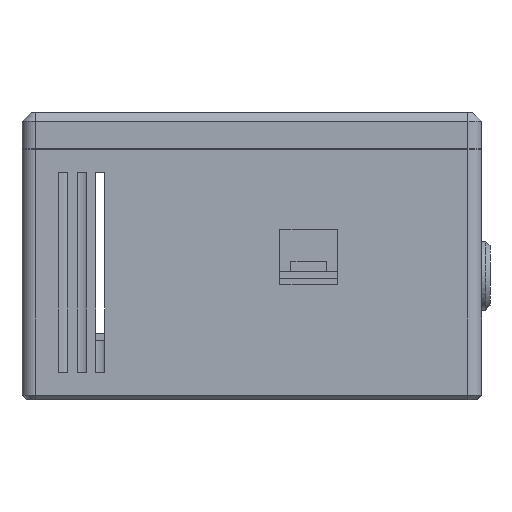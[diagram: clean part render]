
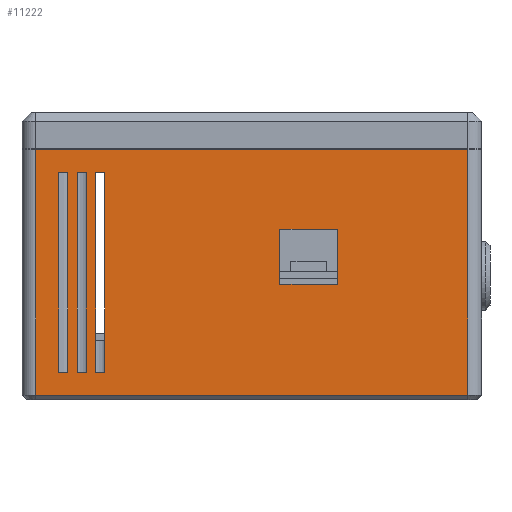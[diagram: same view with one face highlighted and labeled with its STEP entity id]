
A CAD part, left-side view. The second image highlights one B-rep face of the part: STEP entity #11222.
In plain terms, the highlighted planar face has unit normal (-1, 0, 0).
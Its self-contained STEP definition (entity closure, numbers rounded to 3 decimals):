
#410=FACE_BOUND('',#1730,.T.);
#411=FACE_BOUND('',#1731,.T.);
#412=FACE_BOUND('',#1732,.T.);
#413=FACE_BOUND('',#1733,.T.);
#1055=FACE_OUTER_BOUND('',#1729,.T.);
#1729=EDGE_LOOP('',(#7982,#7983,#7984,#7985));
#1730=EDGE_LOOP('',(#7986,#7987,#7988,#7989));
#1731=EDGE_LOOP('',(#7990,#7991,#7992,#7993));
#1732=EDGE_LOOP('',(#7994,#7995,#7996,#7997));
#1733=EDGE_LOOP('',(#7998,#7999,#8000,#8001));
#2473=LINE('',#15622,#3641);
#2522=LINE('',#15754,#3690);
#2526=LINE('',#15764,#3694);
#2529=LINE('',#15770,#3697);
#2532=LINE('',#15777,#3700);
#2534=LINE('',#15780,#3702);
#2538=LINE('',#15788,#3706);
#2541=LINE('',#15794,#3709);
#2544=LINE('',#15801,#3712);
#2546=LINE('',#15804,#3714);
#2550=LINE('',#15812,#3718);
#2553=LINE('',#15818,#3721);
#2556=LINE('',#15825,#3724);
#2558=LINE('',#15828,#3726);
#2559=LINE('',#15832,#3727);
#2562=LINE('',#15837,#3730);
#2564=LINE('',#15841,#3732);
#2566=LINE('',#15844,#3734);
#2575=LINE('',#15865,#3743);
#2583=LINE('',#15886,#3751);
#3641=VECTOR('',#12932,10.);
#3690=VECTOR('',#13043,10.);
#3694=VECTOR('',#13055,10.);
#3697=VECTOR('',#13062,10.);
#3700=VECTOR('',#13071,10.);
#3702=VECTOR('',#13075,10.);
#3706=VECTOR('',#13083,10.);
#3709=VECTOR('',#13090,10.);
#3712=VECTOR('',#13099,10.);
#3714=VECTOR('',#13103,10.);
#3718=VECTOR('',#13111,10.);
#3721=VECTOR('',#13118,10.);
#3724=VECTOR('',#13127,10.);
#3726=VECTOR('',#13131,10.);
#3727=VECTOR('',#13134,10.);
#3730=VECTOR('',#13139,10.);
#3732=VECTOR('',#13143,10.);
#3734=VECTOR('',#13147,10.);
#3743=VECTOR('',#13168,10.);
#3751=VECTOR('',#13194,10.);
#4828=VERTEX_POINT('',#15619);
#4829=VERTEX_POINT('',#15621);
#4881=VERTEX_POINT('',#15752);
#4882=VERTEX_POINT('',#15761);
#4883=VERTEX_POINT('',#15763);
#4884=VERTEX_POINT('',#15769);
#4885=VERTEX_POINT('',#15776);
#4886=VERTEX_POINT('',#15785);
#4887=VERTEX_POINT('',#15787);
#4888=VERTEX_POINT('',#15793);
#4889=VERTEX_POINT('',#15800);
#4890=VERTEX_POINT('',#15809);
#4891=VERTEX_POINT('',#15811);
#4892=VERTEX_POINT('',#15817);
#4893=VERTEX_POINT('',#15824);
#4894=VERTEX_POINT('',#15830);
#4895=VERTEX_POINT('',#15831);
#4896=VERTEX_POINT('',#15836);
#4897=VERTEX_POINT('',#15840);
#4901=VERTEX_POINT('',#15856);
#5964=EDGE_CURVE('',#4829,#4828,#2473,.T.);
#6030=EDGE_CURVE('',#4828,#4881,#2522,.T.);
#6034=EDGE_CURVE('',#4883,#4882,#2526,.T.);
#6037=EDGE_CURVE('',#4884,#4883,#2529,.T.);
#6040=EDGE_CURVE('',#4885,#4884,#2532,.T.);
#6042=EDGE_CURVE('',#4882,#4885,#2534,.T.);
#6046=EDGE_CURVE('',#4887,#4886,#2538,.T.);
#6049=EDGE_CURVE('',#4888,#4887,#2541,.T.);
#6052=EDGE_CURVE('',#4889,#4888,#2544,.T.);
#6054=EDGE_CURVE('',#4886,#4889,#2546,.T.);
#6058=EDGE_CURVE('',#4891,#4890,#2550,.T.);
#6061=EDGE_CURVE('',#4892,#4891,#2553,.T.);
#6064=EDGE_CURVE('',#4893,#4892,#2556,.T.);
#6066=EDGE_CURVE('',#4890,#4893,#2558,.T.);
#6067=EDGE_CURVE('',#4894,#4895,#2559,.T.);
#6070=EDGE_CURVE('',#4896,#4894,#2562,.T.);
#6072=EDGE_CURVE('',#4897,#4896,#2564,.T.);
#6074=EDGE_CURVE('',#4895,#4897,#2566,.T.);
#6085=EDGE_CURVE('',#4901,#4881,#2575,.T.);
#6096=EDGE_CURVE('',#4829,#4901,#2583,.T.);
#7982=ORIENTED_EDGE('',*,*,#6085,.F.);
#7983=ORIENTED_EDGE('',*,*,#6096,.F.);
#7984=ORIENTED_EDGE('',*,*,#5964,.T.);
#7985=ORIENTED_EDGE('',*,*,#6030,.T.);
#7986=ORIENTED_EDGE('',*,*,#6040,.T.);
#7987=ORIENTED_EDGE('',*,*,#6037,.T.);
#7988=ORIENTED_EDGE('',*,*,#6034,.T.);
#7989=ORIENTED_EDGE('',*,*,#6042,.T.);
#7990=ORIENTED_EDGE('',*,*,#6052,.T.);
#7991=ORIENTED_EDGE('',*,*,#6049,.T.);
#7992=ORIENTED_EDGE('',*,*,#6046,.T.);
#7993=ORIENTED_EDGE('',*,*,#6054,.T.);
#7994=ORIENTED_EDGE('',*,*,#6064,.T.);
#7995=ORIENTED_EDGE('',*,*,#6061,.T.);
#7996=ORIENTED_EDGE('',*,*,#6058,.T.);
#7997=ORIENTED_EDGE('',*,*,#6066,.T.);
#7998=ORIENTED_EDGE('',*,*,#6067,.T.);
#7999=ORIENTED_EDGE('',*,*,#6074,.T.);
#8000=ORIENTED_EDGE('',*,*,#6072,.T.);
#8001=ORIENTED_EDGE('',*,*,#6070,.T.);
#10785=PLANE('',#12046);
#11222=ADVANCED_FACE('',(#1055,#410,#411,#412,#413),#10785,.T.);
#12046=AXIS2_PLACEMENT_3D('',#15885,#13192,#13193);
#12932=DIRECTION('',(0.,1.,0.));
#13043=DIRECTION('',(0.,0.,-1.));
#13055=DIRECTION('',(0.,0.,-1.));
#13062=DIRECTION('',(0.,-1.,0.));
#13071=DIRECTION('',(0.,0.,1.));
#13075=DIRECTION('',(0.,1.,0.));
#13083=DIRECTION('',(0.,0.,-1.));
#13090=DIRECTION('',(0.,-1.,0.));
#13099=DIRECTION('',(0.,0.,1.));
#13103=DIRECTION('',(0.,1.,0.));
#13111=DIRECTION('',(0.,0.,-1.));
#13118=DIRECTION('',(0.,-1.,0.));
#13127=DIRECTION('',(0.,0.,1.));
#13131=DIRECTION('',(0.,1.,0.));
#13134=DIRECTION('',(0.,0.,-1.));
#13139=DIRECTION('',(0.,-1.,0.));
#13143=DIRECTION('',(0.,0.,1.));
#13147=DIRECTION('',(0.,1.,0.));
#13168=DIRECTION('',(0.,1.,0.));
#13192=DIRECTION('center_axis',(-1.,0.,0.));
#13193=DIRECTION('ref_axis',(0.,1.,0.));
#13194=DIRECTION('',(0.,0.,-1.));
#15619=CARTESIAN_POINT('',(-14.5,88.1,35.));
#15621=CARTESIAN_POINT('',(-14.5,-5.9,35.));
#15622=CARTESIAN_POINT('',(-14.5,64.6,35.));
#15752=CARTESIAN_POINT('',(-14.5,88.1,-18.5));
#15754=CARTESIAN_POINT('',(-14.5,88.1,-16.5));
#15761=CARTESIAN_POINT('',(-14.5,81.1,-13.5));
#15763=CARTESIAN_POINT('',(-14.5,81.1,30.));
#15764=CARTESIAN_POINT('',(-14.5,81.1,6.75));
#15769=CARTESIAN_POINT('',(-14.5,83.1,30.));
#15770=CARTESIAN_POINT('',(-14.5,38.6,30.));
#15776=CARTESIAN_POINT('',(-14.5,83.1,-13.5));
#15777=CARTESIAN_POINT('',(-14.5,83.1,-15.));
#15780=CARTESIAN_POINT('',(-14.5,37.6,-13.5));
#15785=CARTESIAN_POINT('',(-14.5,77.1,-13.5));
#15787=CARTESIAN_POINT('',(-14.5,77.1,30.));
#15788=CARTESIAN_POINT('',(-14.5,77.1,6.75));
#15793=CARTESIAN_POINT('',(-14.5,79.1,30.));
#15794=CARTESIAN_POINT('',(-14.5,36.6,30.));
#15800=CARTESIAN_POINT('',(-14.5,79.1,-13.5));
#15801=CARTESIAN_POINT('',(-14.5,79.1,-15.));
#15804=CARTESIAN_POINT('',(-14.5,35.6,-13.5));
#15809=CARTESIAN_POINT('',(-14.5,73.1,-13.5));
#15811=CARTESIAN_POINT('',(-14.5,73.1,30.));
#15812=CARTESIAN_POINT('',(-14.5,73.1,6.75));
#15817=CARTESIAN_POINT('',(-14.5,75.1,30.));
#15818=CARTESIAN_POINT('',(-14.5,34.6,30.));
#15824=CARTESIAN_POINT('',(-14.5,75.1,-13.5));
#15825=CARTESIAN_POINT('',(-14.5,75.1,-15.));
#15828=CARTESIAN_POINT('',(-14.5,33.6,-13.5));
#15830=CARTESIAN_POINT('',(-14.5,22.5,17.61));
#15831=CARTESIAN_POINT('',(-14.5,22.5,5.61));
#15832=CARTESIAN_POINT('',(-14.5,22.5,0.555));
#15836=CARTESIAN_POINT('',(-14.5,35.,17.61));
#15837=CARTESIAN_POINT('',(-14.5,14.55,17.61));
#15840=CARTESIAN_POINT('',(-14.5,35.,5.61));
#15841=CARTESIAN_POINT('',(-14.5,35.,-5.445));
#15844=CARTESIAN_POINT('',(-14.5,8.3,5.61));
#15856=CARTESIAN_POINT('',(-14.5,-5.9,-18.5));
#15865=CARTESIAN_POINT('',(-14.5,17.6,-18.5));
#15885=CARTESIAN_POINT('Origin',(-14.5,-5.9,-16.5));
#15886=CARTESIAN_POINT('',(-14.5,-5.9,-16.5));
